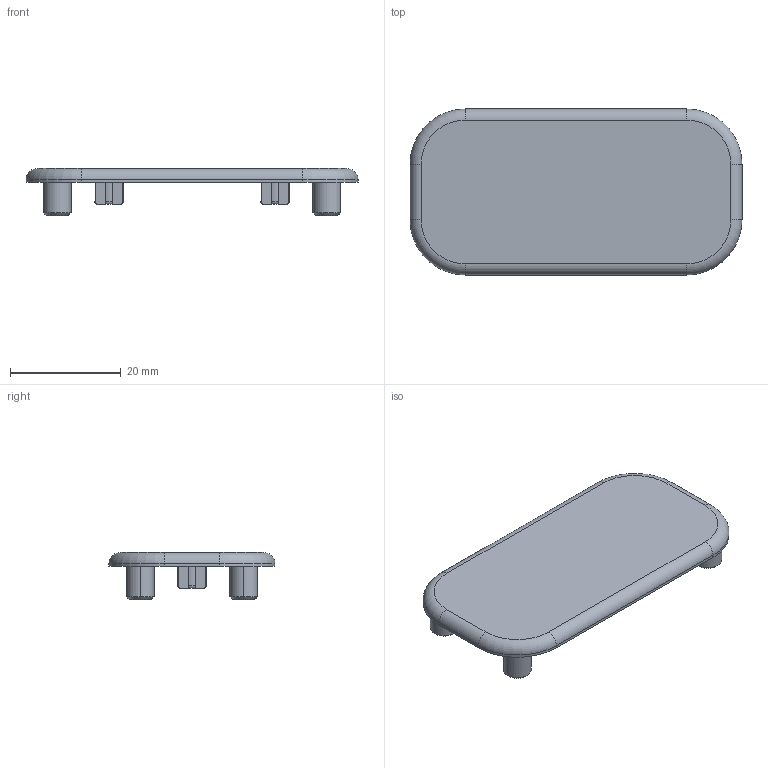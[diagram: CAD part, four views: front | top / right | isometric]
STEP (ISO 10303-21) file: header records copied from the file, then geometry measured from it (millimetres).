
FILE_DESCRIPTION (( 'STEP AP203' ), '1' );
FILE_NAME ('800.029.119.STEP', '2014-11-13T10:37:44', ( '' ), ( '' ), 'SwSTEP 2.0', 'SolidWorks 2012', '' );
FILE_SCHEMA (( 'CONFIG_CONTROL_DESIGN' ));
Length unit declared in the file: millimetre
Products named in the file (1): 800.029.119
Bounding box: 60 x 30 x 8.5 mm (x, y, z)
Volume: 4467 mm3; surface area: 4472.7 mm2
Topology: 1 solids, 1 shells, 88 faces, 211 edges, 135 vertices
Faces by surface type: cylinder 34, plane 32, torus 14, cone 8
Entity records: 2697 total; most frequent: CARTESIAN_POINT 515, DIRECTION 466, ORIENTED_EDGE 422, EDGE_CURVE 211, AXIS2_PLACEMENT_3D 182, VERTEX_POINT 135, VECTOR 102, LINE 102
